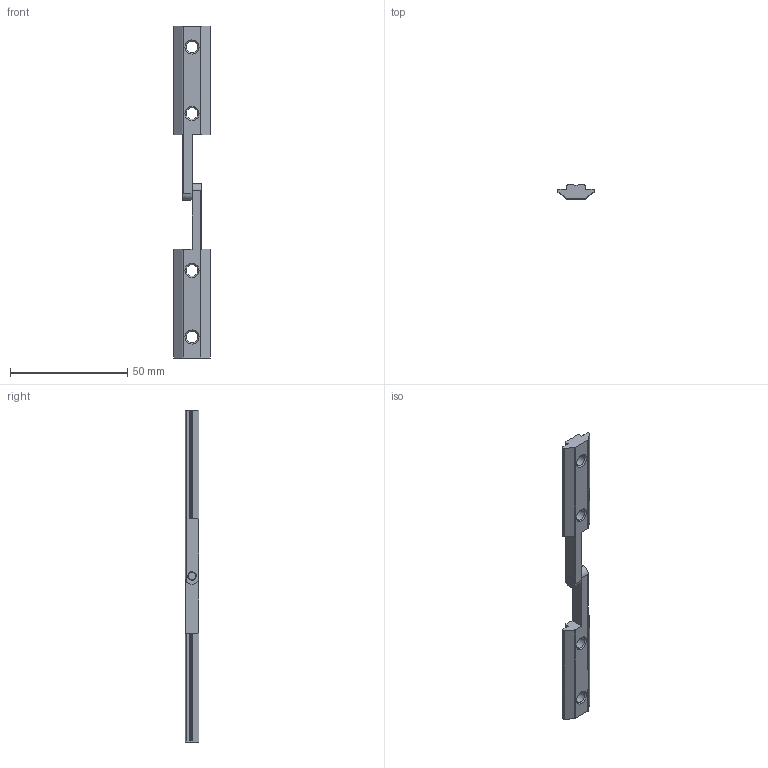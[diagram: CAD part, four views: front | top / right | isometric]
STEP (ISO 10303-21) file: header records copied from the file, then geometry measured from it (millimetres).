
FILE_DESCRIPTION (( 'STEP AP214' ), '1' );
FILE_NAME ('A476 Ïîâîðîòíûé âíóòðåííèé óãëîâîé ñîåäèíèòåëü 8-B, ïàç 8.STEP', '2021-07-20T07:40:26', ( 'Ïîëüçîâàòåëü Windows' ), ( '' ), 'SwSTEP 2.0', 'SolidWorks 2021', '' );
FILE_SCHEMA (( 'AUTOMOTIVE_DESIGN' ));
Length unit declared in the file: millimetre
Products named in the file (3): A476 务黖00; A476 Ïîâîðîòíûé âíóòðåííèé óãëîâîé ñîåäèíèòåëü 8-B, ïàç 8; A476 昢膼瘔膻嬅00
Assembly tree (3 placements, depth 2):
  A476 Ïîâîðîòíûé âíóòðåííèé óãëîâîé ñîåäèíèòåëü 8-B, ïàç 8
    A476 昢膼瘔膻嬅00  x2
    A476 务黖00
Bounding box: 15.75 x 5.9 x 141.4 mm (x, y, z)
Volume: 6913.8 mm3; surface area: 5199.8 mm2
Topology: 3 solids, 3 shells, 128 faces, 350 edges, 226 vertices
Faces by surface type: plane 50, cylinder 38, cone 24, bspline 16
Entity records: 2627 total; most frequent: CARTESIAN_POINT 783, ORIENTED_EDGE 368, DIRECTION 340, EDGE_CURVE 184, AXIS2_PLACEMENT_3D 128, VERTEX_POINT 119, LINE 84, VECTOR 84
